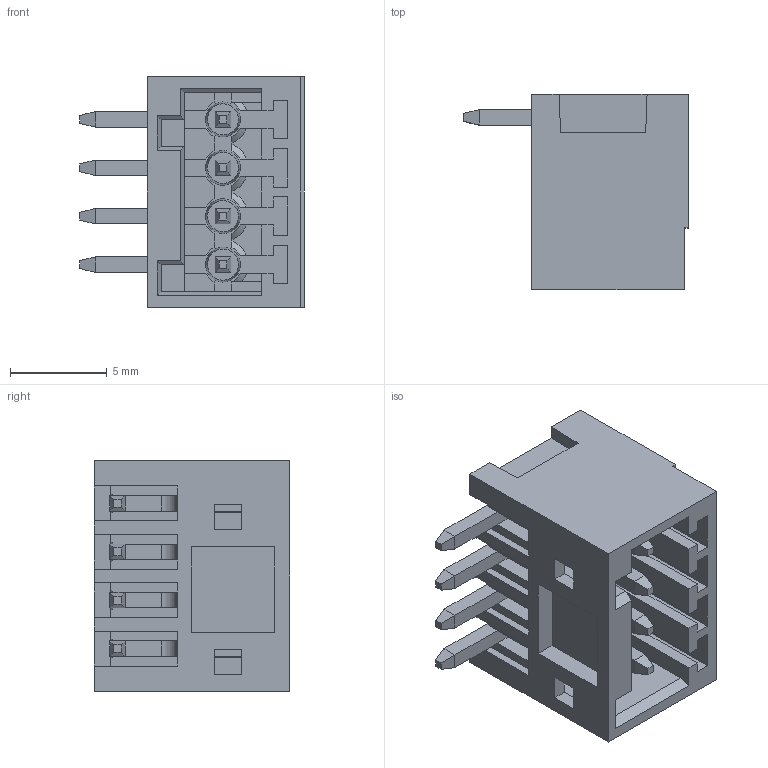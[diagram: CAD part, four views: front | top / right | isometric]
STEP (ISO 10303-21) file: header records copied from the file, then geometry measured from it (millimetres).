
FILE_DESCRIPTION((''),'2;1');
FILE_NAME('WJ15EDGRC-250-4P','2017-03-15T',('QZY'),(''),'CREO PARAMETRIC BY PTC INC, 2014440','CREO PARAMETRIC BY PTC INC, 2014440','');
FILE_SCHEMA(('CONFIG_CONTROL_DESIGN'));
Length unit declared in the file: millimetre
Products named in the file (1): WJ15EDGRC-250-4P
Bounding box: 11.6 x 10.1 x 11.9 mm (x, y, z)
Volume: 521.2 mm3; surface area: 1307.2 mm2
Topology: 1 solids, 5 shells, 378 faces, 972 edges, 618 vertices
Faces by surface type: plane 334, cylinder 28, cone 16
Entity records: 17255 total; most frequent: CARTESIAN_POINT 2006, ORIENTED_EDGE 1944, DIRECTION 1800, PRESENTATION_STYLE_ASSIGNMENT 1228, STYLED_ITEM 973, CURVE_STYLE 972, EDGE_CURVE 972, VECTOR 868
